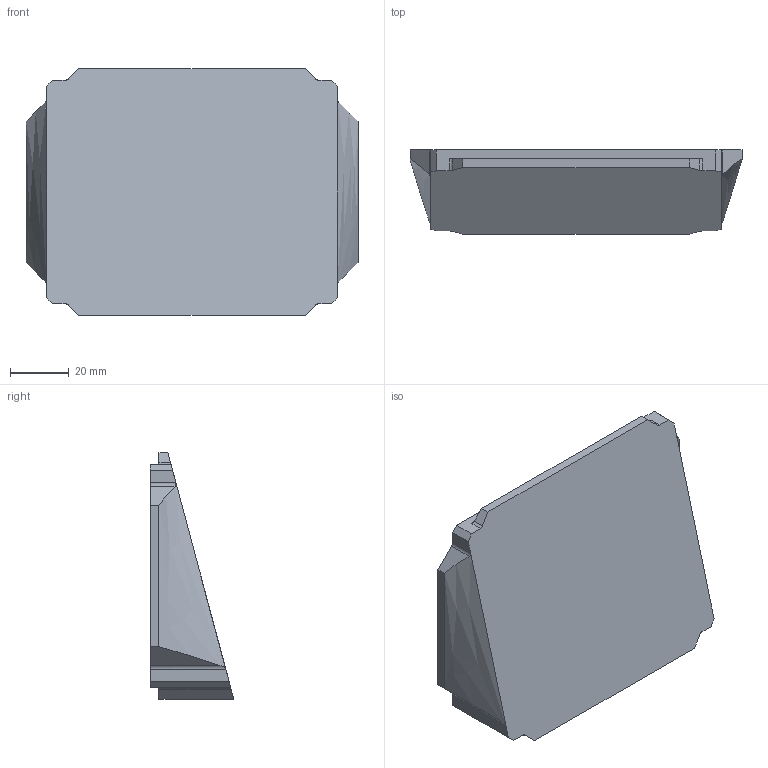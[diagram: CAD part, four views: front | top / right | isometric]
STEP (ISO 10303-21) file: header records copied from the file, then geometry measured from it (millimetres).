
FILE_DESCRIPTION(/* description */ (''),/* implementation_level */ '2;1');
FILE_NAME(/* name */ 'pontus tray v1.step',/* time_stamp */ '2023-01-01T01:12:09-05:00',/* author */ (''),/* organization */ (''),/* preprocessor_version */ 'ST-DEVELOPER v19.2',/* originating_system */ 'Autodesk Translation Framework v11.17.0.187',/* authorisation */ '');
FILE_SCHEMA (('AUTOMOTIVE_DESIGN { 1 0 10303 214 3 1 1 }'));
Length unit declared in the file: millimetre
Products named in the file (1): pontus tray
Bounding box: 113 x 28.51 x 84 mm (x, y, z)
Volume: 132591.5 mm3; surface area: 26557.7 mm2
Topology: 1 solids, 1 shells, 144 faces, 386 edges, 256 vertices
Faces by surface type: plane 86, cylinder 56, bspline 2
Entity records: 4643 total; most frequent: CARTESIAN_POINT 906, ORIENTED_EDGE 772, DIRECTION 772, EDGE_CURVE 386, LINE 270, VECTOR 270, VERTEX_POINT 256, AXIS2_PLACEMENT_3D 251
